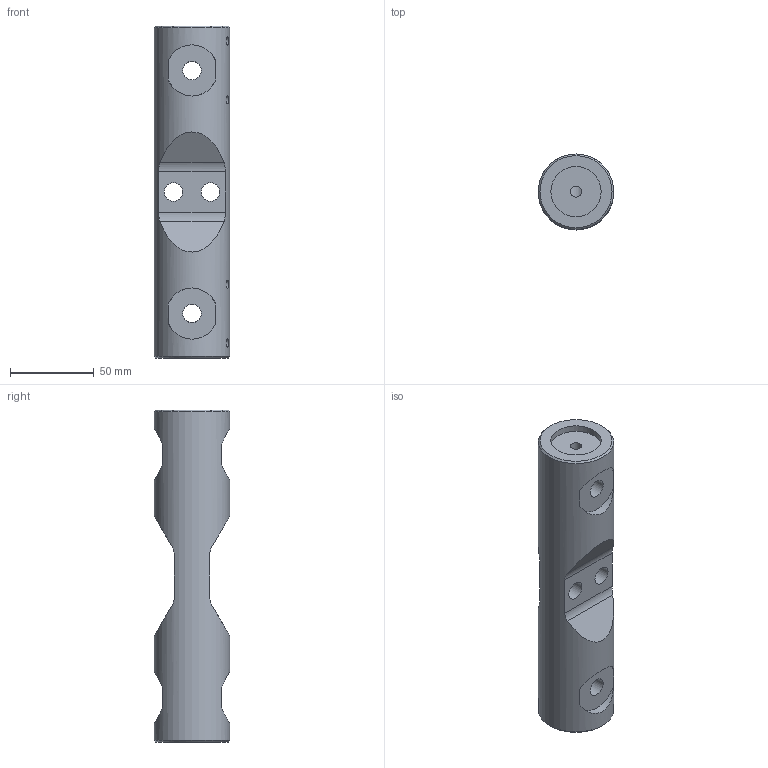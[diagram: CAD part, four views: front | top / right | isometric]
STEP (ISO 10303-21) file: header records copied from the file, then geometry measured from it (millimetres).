
FILE_DESCRIPTION(/* description */ ('Hauptwelle'),/* implementation_level */ '2;1');
FILE_NAME(/* name */ 'JR 810666.ipt_.step',/* time_stamp */ '2024-10-30T07:28:19+01:00',/* author */ ('DIHO'),/* organization */ (''),/* preprocessor_version */ 'ST-DEVELOPER v18.1',/* originating_system */ 'Autodesk Inventor 2022',/* authorisation */ '');
FILE_SCHEMA (('AUTOMOTIVE_DESIGN { 1 0 10303 214 3 1 1 }'));
Length unit declared in the file: millimetre
Products named in the file (1): JR 810666
Bounding box: 45 x 45 x 198 mm (x, y, z)
Volume: 253617.8 mm3; surface area: 36537.2 mm2
Topology: 1 solids, 1 shells, 45 faces, 121 edges, 84 vertices
Faces by surface type: cylinder 25, plane 14, cone 6
Full cylindrical faces by diameter (mm): 4.917 x4, 6.647 x2, 11 x4, 30 x2, 45 x1
Entity records: 1834 total; most frequent: CARTESIAN_POINT 683, ORIENTED_EDGE 234, DIRECTION 205, EDGE_CURVE 117, VERTEX_POINT 84, AXIS2_PLACEMENT_3D 82, EDGE_LOOP 67, FACE_OUTER_BOUND 45
